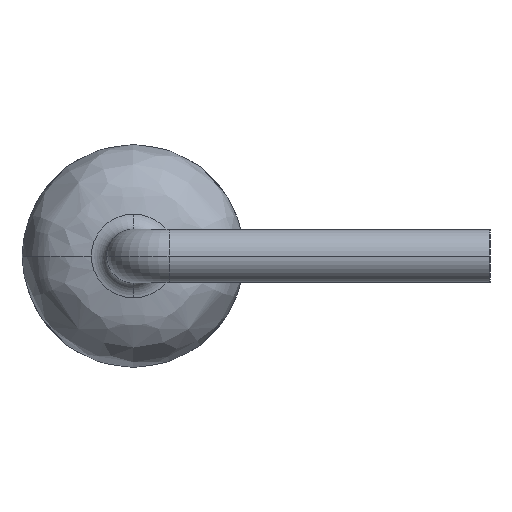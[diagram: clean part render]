
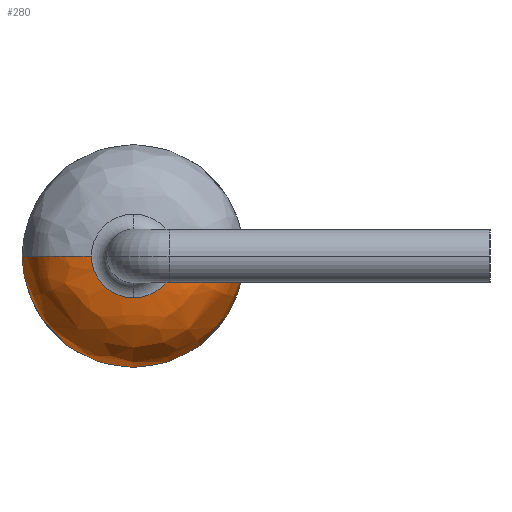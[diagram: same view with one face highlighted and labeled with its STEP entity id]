
A CAD part, left-side view. The second image highlights one B-rep face of the part: STEP entity #280.
In plain terms, the highlighted free-form (B-spline) face has degree [3, 3] with [6, 4] control points.
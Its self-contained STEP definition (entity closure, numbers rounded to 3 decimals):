
#23 = EDGE_CURVE ( 'NONE', #1855, #442, #1348, .T. ) ;
#26 = CARTESIAN_POINT ( 'NONE',  ( -3.412, 0., 0. ) ) ;
#29 = CARTESIAN_POINT ( 'NONE',  ( -2.429, 0., 0. ) ) ;
#59 = CARTESIAN_POINT ( 'NONE',  ( -3.412, 0., -0.471 ) ) ;
#83 =( BOUNDED_SURFACE ( )  B_SPLINE_SURFACE ( 3, 3, ( 
 ( #1954, #419, #259, #1837 ),
 ( #1509, #1053, #1205, #1365 ),
 ( #101, #430, #272, #574 ),
 ( #737, #1974, #408, #439 ),
 ( #1374, #1496, #1803, #1226 ),
 ( #1044, #1073, #1060, #564 ) ),
 .UNSPECIFIED., .F., .F., .F. ) 
 B_SPLINE_SURFACE_WITH_KNOTS ( ( 4, 1, 1, 4 ),
 ( 4, 4 ),
 ( 0.563, 0.603, 0.747, 0.889 ),
 ( 0., 1. ),
 .UNSPECIFIED. ) 
 GEOMETRIC_REPRESENTATION_ITEM ( )  RATIONAL_B_SPLINE_SURFACE ( (
 ( 1., 0.333, 0.333, 1.),
 ( 1., 0.333, 0.333, 1.),
 ( 1., 0.333, 0.333, 1.),
 ( 1., 0.333, 0.333, 1.),
 ( 1., 0.333, 0.333, 1.),
 ( 1., 0.333, 0.333, 1.) ) ) 
 REPRESENTATION_ITEM ( '' )  SURFACE ( )  );
#101 = CARTESIAN_POINT ( 'NONE',  ( -2.714, -1.267, 0. ) ) ;
#180 = EDGE_CURVE ( 'NONE', #442, #228, #1664, .T. ) ;
#199 = DIRECTION ( 'NONE',  ( 0., 0., -1. ) ) ;
#212 = DIRECTION ( 'NONE',  ( 0., 0., -1. ) ) ;
#228 = VERTEX_POINT ( 'NONE', #59 ) ;
#259 = CARTESIAN_POINT ( 'NONE',  ( -2.429, 1.239, -2.477 ) ) ;
#272 = CARTESIAN_POINT ( 'NONE',  ( -2.714, 1.267, -2.534 ) ) ;
#280 = ADVANCED_FACE ( 'NONE', ( #543 ), #83, .T. ) ;
#346 = DIRECTION ( 'NONE',  ( 0., 0., -1. ) ) ;
#359 = AXIS2_PLACEMENT_3D ( 'NONE', #29, #1149, #346 ) ;
#400 = CIRCLE ( 'NONE', #1572, 0.471 ) ;
#408 = CARTESIAN_POINT ( 'NONE',  ( -3.239, 1.097, -2.195 ) ) ;
#410 = EDGE_CURVE ( 'NONE', #682, #1855, #994, .T. ) ;
#419 = CARTESIAN_POINT ( 'NONE',  ( -2.429, -1.239, -2.477 ) ) ;
#430 = CARTESIAN_POINT ( 'NONE',  ( -2.714, -1.267, -2.534 ) ) ;
#431 = CARTESIAN_POINT ( 'NONE',  ( -3.381, -0.681, 0. ) ) ;
#439 = CARTESIAN_POINT ( 'NONE',  ( -3.239, 1.097, 0. ) ) ;
#442 = VERTEX_POINT ( 'NONE', #991 ) ;
#501 = AXIS2_PLACEMENT_3D ( 'NONE', #26, #1750, #212 ) ;
#514 = CARTESIAN_POINT ( 'NONE',  ( -3.381, 0.681, 0. ) ) ;
#515 = EDGE_CURVE ( 'NONE', #682, #1418, #1601, .T. ) ;
#526 = CARTESIAN_POINT ( 'NONE',  ( -2.714, 1.267, 0. ) ) ;
#537 = ORIENTED_EDGE ( 'NONE', *, *, #1804, .T. ) ;
#543 = FACE_OUTER_BOUND ( 'NONE', #1394, .T. ) ;
#564 = CARTESIAN_POINT ( 'NONE',  ( -3.412, 0.471, 0. ) ) ;
#574 = CARTESIAN_POINT ( 'NONE',  ( -2.714, 1.267, 0. ) ) ;
#682 = VERTEX_POINT ( 'NONE', #1501 ) ;
#737 = CARTESIAN_POINT ( 'NONE',  ( -3.239, -1.097, 0. ) ) ;
#747 = CARTESIAN_POINT ( 'NONE',  ( -2.479, -1.247, 0. ) ) ;
#777 = ORIENTED_EDGE ( 'NONE', *, *, #515, .F. ) ;
#812 = CARTESIAN_POINT ( 'NONE',  ( -2.429, 1.239, 0. ) ) ;
#893 = ORIENTED_EDGE ( 'NONE', *, *, #180, .T. ) ;
#991 = CARTESIAN_POINT ( 'NONE',  ( -3.412, -0.471, 0. ) ) ;
#994 = CIRCLE ( 'NONE', #359, 1.239 ) ;
#1010 = CARTESIAN_POINT ( 'NONE',  ( -2.479, 1.247, 0. ) ) ;
#1044 = CARTESIAN_POINT ( 'NONE',  ( -3.412, -0.471, 0. ) ) ;
#1045 = CARTESIAN_POINT ( 'NONE',  ( -2.429, -1.239, 0. ) ) ;
#1053 = CARTESIAN_POINT ( 'NONE',  ( -2.479, -1.247, -2.493 ) ) ;
#1060 = CARTESIAN_POINT ( 'NONE',  ( -3.412, 0.471, -0.942 ) ) ;
#1073 = CARTESIAN_POINT ( 'NONE',  ( -3.412, -0.471, -0.942 ) ) ;
#1130 = CARTESIAN_POINT ( 'NONE',  ( -3.412, 0.471, 0. ) ) ;
#1147 = ORIENTED_EDGE ( 'NONE', *, *, #410, .T. ) ;
#1149 = DIRECTION ( 'NONE',  ( -1., 0., 0. ) ) ;
#1173 = CARTESIAN_POINT ( 'NONE',  ( -3.239, 1.097, 0. ) ) ;
#1205 = CARTESIAN_POINT ( 'NONE',  ( -2.479, 1.247, -2.493 ) ) ;
#1226 = CARTESIAN_POINT ( 'NONE',  ( -3.381, 0.681, 0. ) ) ;
#1228 = CARTESIAN_POINT ( 'NONE',  ( -2.714, -1.267, 0. ) ) ;
#1284 = CARTESIAN_POINT ( 'NONE',  ( -3.412, 0., 0. ) ) ;
#1301 = CARTESIAN_POINT ( 'NONE',  ( -3.412, 0.471, 0. ) ) ;
#1348 = B_SPLINE_CURVE_WITH_KNOTS ( 'NONE', 3,
 ( #1366, #747, #1228, #1995, #431, #1512 ),
 .UNSPECIFIED., .F., .F.,
 ( 4, 1, 1, 4 ),
 ( 0.563, 0.603, 0.747, 0.889 ),
 .UNSPECIFIED. ) ;
#1365 = CARTESIAN_POINT ( 'NONE',  ( -2.479, 1.247, 0. ) ) ;
#1366 = CARTESIAN_POINT ( 'NONE',  ( -2.429, -1.239, 0. ) ) ;
#1374 = CARTESIAN_POINT ( 'NONE',  ( -3.381, -0.681, 0. ) ) ;
#1394 = EDGE_LOOP ( 'NONE', ( #1147, #2000, #893, #537, #777 ) ) ;
#1418 = VERTEX_POINT ( 'NONE', #1301 ) ;
#1496 = CARTESIAN_POINT ( 'NONE',  ( -3.381, -0.681, -1.362 ) ) ;
#1501 = CARTESIAN_POINT ( 'NONE',  ( -2.429, 1.239, 0. ) ) ;
#1509 = CARTESIAN_POINT ( 'NONE',  ( -2.479, -1.247, 0. ) ) ;
#1512 = CARTESIAN_POINT ( 'NONE',  ( -3.412, -0.471, 0. ) ) ;
#1572 = AXIS2_PLACEMENT_3D ( 'NONE', #1284, #1767, #199 ) ;
#1601 = B_SPLINE_CURVE_WITH_KNOTS ( 'NONE', 3,
 ( #812, #1010, #526, #1173, #514, #1130 ),
 .UNSPECIFIED., .F., .F.,
 ( 4, 1, 1, 4 ),
 ( 0.563, 0.603, 0.747, 0.889 ),
 .UNSPECIFIED. ) ;
#1664 = CIRCLE ( 'NONE', #501, 0.471 ) ;
#1750 = DIRECTION ( 'NONE',  ( 1., 0., 0. ) ) ;
#1767 = DIRECTION ( 'NONE',  ( 1., 0., 0. ) ) ;
#1803 = CARTESIAN_POINT ( 'NONE',  ( -3.381, 0.681, -1.362 ) ) ;
#1804 = EDGE_CURVE ( 'NONE', #228, #1418, #400, .T. ) ;
#1837 = CARTESIAN_POINT ( 'NONE',  ( -2.429, 1.239, 0. ) ) ;
#1855 = VERTEX_POINT ( 'NONE', #1045 ) ;
#1954 = CARTESIAN_POINT ( 'NONE',  ( -2.429, -1.239, 0. ) ) ;
#1974 = CARTESIAN_POINT ( 'NONE',  ( -3.239, -1.097, -2.195 ) ) ;
#1995 = CARTESIAN_POINT ( 'NONE',  ( -3.239, -1.097, 0. ) ) ;
#2000 = ORIENTED_EDGE ( 'NONE', *, *, #23, .T. ) ;
